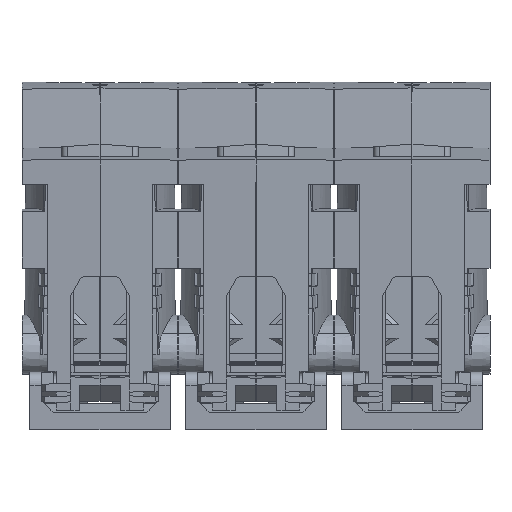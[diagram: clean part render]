
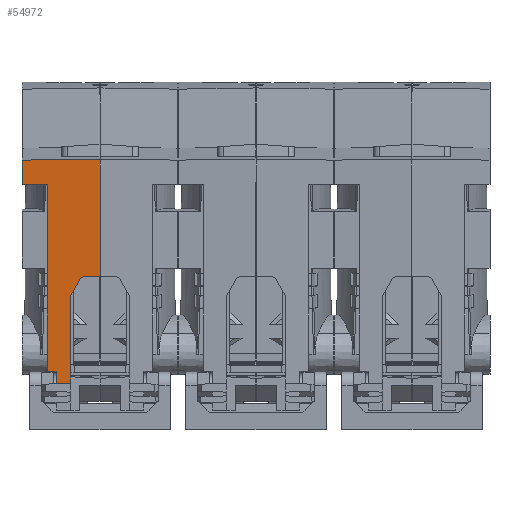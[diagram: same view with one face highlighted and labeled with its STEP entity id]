
A CAD part, front view. The second image highlights one B-rep face of the part: STEP entity #54972.
In plain terms, the highlighted face is planar.
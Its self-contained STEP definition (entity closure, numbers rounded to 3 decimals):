
#42815=DIRECTION('',(0.087,0.996,0.));
#42816=VECTOR('',#42815,20.046);
#42817=CARTESIAN_POINT('',(32.253,21.502,
0.));
#42818=LINE('',#42817,#42816);
#43086=DIRECTION('',(0.019,0.014,-1.));
#43087=VECTOR('',#43086,13.304);
#43088=CARTESIAN_POINT('',(33.75,41.281,13.3));
#43089=LINE('',#43088,#43087);
#43090=DIRECTION('',(-0.084,-0.862,0.5));
#43091=VECTOR('',#43090,3.572);
#43092=CARTESIAN_POINT('',(32.182,21.339,3.214));
#43093=LINE('',#43092,#43091);
#43148=DIRECTION('',(0.087,0.996,0.));
#43149=VECTOR('',#43148,13.976);
#43150=CARTESIAN_POINT('',(30.664,4.337,5.));
#43151=LINE('',#43150,#43149);
#43156=DIRECTION('',(0.022,0.051,-0.998));
#43157=VECTOR('',#43156,3.219);
#43158=CARTESIAN_POINT('',(32.182,21.339,3.214));
#43159=LINE('',#43158,#43157);
#43222=DIRECTION('',(0.087,0.996,0.));
#43223=VECTOR('',#43222,1.172);
#43224=CARTESIAN_POINT('',(30.561,3.17,5.));
#43225=LINE('',#43224,#43223);
#44677=DIRECTION('',(-0.087,-0.996,0.));
#44678=VECTOR('',#44677,4.126);
#44679=CARTESIAN_POINT('',(33.75,41.281,13.3));
#44680=LINE('',#44679,#44678);
#44781=DIRECTION('',(0.016,-0.019,-1.));
#44782=VECTOR('',#44781,4.301);
#44783=CARTESIAN_POINT('',(33.391,37.17,13.3));
#44784=LINE('',#44783,#44782);
#44837=DIRECTION('',(-0.087,-0.996,0.));
#44838=VECTOR('',#44837,31.911);
#44839=CARTESIAN_POINT('',(33.459,37.089,9.));
#44840=LINE('',#44839,#44838);
#46642=DIRECTION('',(0.016,-0.017,-1.));
#46643=VECTOR('',#46642,1.5);
#46644=CARTESIAN_POINT('',(30.678,5.3,9.));
#46645=LINE('',#46644,#46643);
#46656=DIRECTION('',(-0.087,-0.996,0.));
#46657=VECTOR('',#46656,2.156);
#46658=CARTESIAN_POINT('',(30.702,5.274,7.5));
#46659=LINE('',#46658,#46657);
#46660=DIRECTION('',(0.019,0.017,-1.));
#46661=VECTOR('',#46660,2.501);
#46662=CARTESIAN_POINT('',(30.514,3.126,7.5));
#46663=LINE('',#46662,#46661);
#50558=CARTESIAN_POINT('',(33.75,41.281,13.3));
#50559=VERTEX_POINT('',#50558);
#50560=CARTESIAN_POINT('',(33.391,37.17,13.3));
#50561=VERTEX_POINT('',#50560);
#50893=CARTESIAN_POINT('',(33.459,37.089,9.));
#50894=VERTEX_POINT('',#50893);
#50909=CARTESIAN_POINT('',(30.678,5.3,9.));
#50910=VERTEX_POINT('',#50909);
#51270=CARTESIAN_POINT('',(32.253,21.502,
0.));
#51271=VERTEX_POINT('',#51270);
#51272=CARTESIAN_POINT('',(34.,41.472,0.));
#51273=VERTEX_POINT('',#51272);
#51541=CARTESIAN_POINT('',(30.664,4.337,5.));
#51542=CARTESIAN_POINT('',(31.882,18.26,5.));
#51543=VERTEX_POINT('',#51541);
#51544=VERTEX_POINT('',#51542);
#51545=CARTESIAN_POINT('',(30.561,3.17,5.));
#51546=VERTEX_POINT('',#51545);
#51547=CARTESIAN_POINT('',(30.514,3.126,7.5));
#51548=VERTEX_POINT('',#51547);
#51549=CARTESIAN_POINT('',(30.702,5.274,7.5));
#51550=VERTEX_POINT('',#51549);
#51551=CARTESIAN_POINT('',(32.182,21.339,3.214));
#51552=VERTEX_POINT('',#51551);
#54943=CARTESIAN_POINT('',(30.145,-2.595,0.));
#54944=DIRECTION('',(-0.996,0.087,-0.017));
#54945=DIRECTION('',(0.087,0.996,0.));
#54946=AXIS2_PLACEMENT_3D('',#54943,#54944,#54945);
#54947=PLANE('',#54946);
#54949=ORIENTED_EDGE('',*,*,#54948,.F.);
#54951=ORIENTED_EDGE('',*,*,#54950,.F.);
#54953=ORIENTED_EDGE('',*,*,#54952,.F.);
#54955=ORIENTED_EDGE('',*,*,#54954,.F.);
#54957=ORIENTED_EDGE('',*,*,#54956,.F.);
#54959=ORIENTED_EDGE('',*,*,#54958,.F.);
#54961=ORIENTED_EDGE('',*,*,#54960,.F.);
#54963=ORIENTED_EDGE('',*,*,#54962,.F.);
#54964=ORIENTED_EDGE('',*,*,#54909,.T.);
#54965=ORIENTED_EDGE('',*,*,#54631,.F.);
#54967=ORIENTED_EDGE('',*,*,#54966,.F.);
#54969=ORIENTED_EDGE('',*,*,#54968,.T.);
#54970=EDGE_LOOP('',(#54949,#54951,#54953,#54955,#54957,#54959,#54961,#54963,
#54964,#54965,#54967,#54969));
#54971=FACE_OUTER_BOUND('',#54970,.F.);
#54631=EDGE_CURVE('',#51271,#51273,#42818,.T.);
#54909=EDGE_CURVE('',#50559,#51273,#43089,.T.);
#54948=EDGE_CURVE('',#51543,#51544,#43151,.T.);
#54950=EDGE_CURVE('',#51546,#51543,#43225,.T.);
#54952=EDGE_CURVE('',#51548,#51546,#46663,.T.);
#54954=EDGE_CURVE('',#51550,#51548,#46659,.T.);
#54956=EDGE_CURVE('',#50910,#51550,#46645,.T.);
#54958=EDGE_CURVE('',#50894,#50910,#44840,.T.);
#54960=EDGE_CURVE('',#50561,#50894,#44784,.T.);
#54962=EDGE_CURVE('',#50559,#50561,#44680,.T.);
#54966=EDGE_CURVE('',#51552,#51271,#43159,.T.);
#54968=EDGE_CURVE('',#51552,#51544,#43093,.T.);
#54972=ADVANCED_FACE('',(#54971),#54947,.F.);
